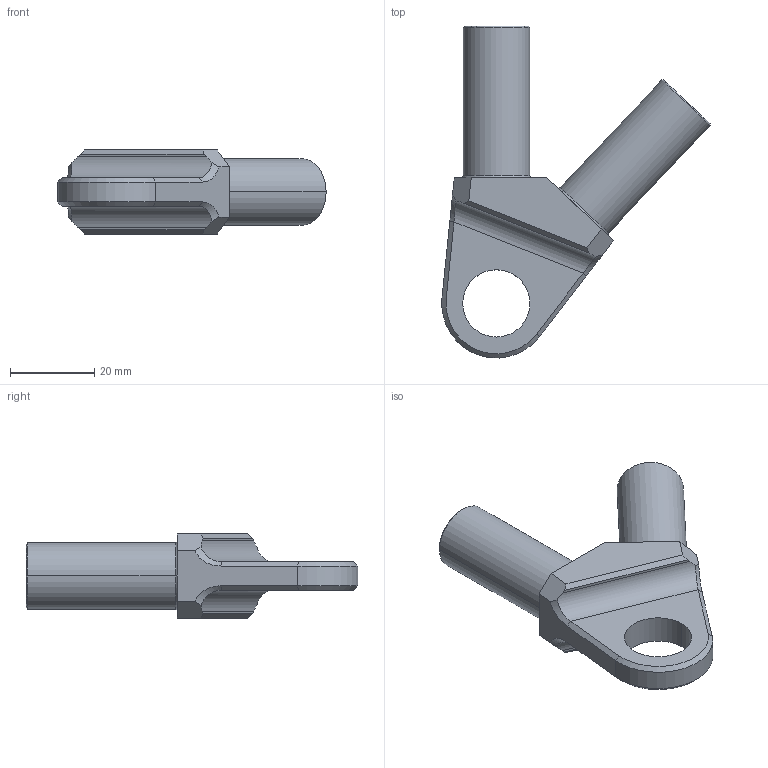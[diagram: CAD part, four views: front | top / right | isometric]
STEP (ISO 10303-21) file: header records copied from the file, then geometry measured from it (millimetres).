
FILE_DESCRIPTION(('CATIA V5 STEP Exchange'),'2;1');
FILE_NAME('SU_04003 (Rear Lower Rod-End Support).stp','2019-12-06T02:04:22+00:00',('none'),('none'),'CATIA Version 5 Release 19 SP 2 (IN-10)','CATIA V5 STEP AP203','none');
FILE_SCHEMA(('CONFIG_CONTROL_DESIGN'));
Length unit declared in the file: millimetre
Products named in the file (1): SU_04003
Bounding box: 63.84 x 78.98 x 20 mm (x, y, z)
Volume: 19909.1 mm3; surface area: 9706.2 mm2
Topology: 1 solids, 1 shells, 57 faces, 148 edges, 98 vertices
Faces by surface type: plane 18, cone 14, cylinder 13, bspline 8, torus 4
Entity records: 3167 total; most frequent: CARTESIAN_POINT 1887, ORIENTED_EDGE 278, DIRECTION 188, EDGE_CURVE 139, VERTEX_POINT 88, AXIS2_PLACEMENT_3D 82, VECTOR 66, LINE 66
